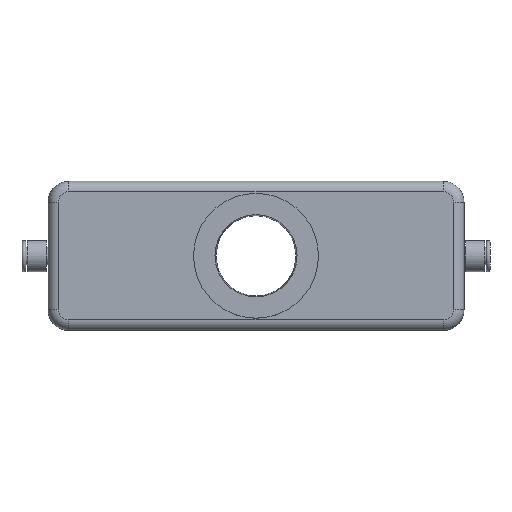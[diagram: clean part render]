
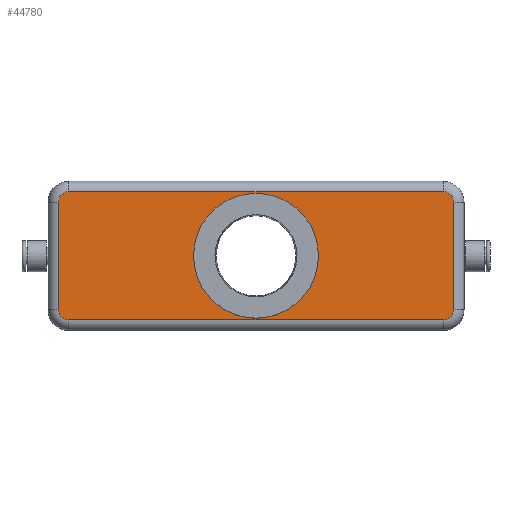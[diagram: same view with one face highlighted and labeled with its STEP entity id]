
A CAD part, top view. The second image highlights one B-rep face of the part: STEP entity #44780.
In plain terms, the highlighted planar face has unit normal (0, 0, 1).
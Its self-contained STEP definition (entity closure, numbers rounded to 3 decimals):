
#37820=CARTESIAN_POINT('',(-54.,18.5,55.));
#37830=DIRECTION('',(1.,0.,0.));
#37840=VECTOR('',#37830,1.);
#37850=LINE('',#37820,#37840);
#37860=CARTESIAN_POINT('',(-54.,18.5,55.));
#37870=VERTEX_POINT('',#37860);
#37880=CARTESIAN_POINT('',(54.,18.5,55.));
#37890=VERTEX_POINT('',#37880);
#37900=EDGE_CURVE('',#37870,#37890,#37850,.T.);
#38270=CARTESIAN_POINT('',(57.,15.5,55.));
#38280=DIRECTION('',(0.,-1.,0.));
#38290=VECTOR('',#38280,1.);
#38300=LINE('',#38270,#38290);
#38310=CARTESIAN_POINT('',(57.,15.5,55.));
#38320=VERTEX_POINT('',#38310);
#38330=CARTESIAN_POINT('',(57.,-15.5,55.));
#38340=VERTEX_POINT('',#38330);
#38350=EDGE_CURVE('',#38320,#38340,#38300,.T.);
#38830=CARTESIAN_POINT('',(-57.,15.5,55.));
#38840=VERTEX_POINT('',#38830);
#38870=CARTESIAN_POINT('',(-57.,-15.5,55.));
#38880=DIRECTION('',(0.,1.,0.));
#38890=VECTOR('',#38880,1.);
#38900=LINE('',#38870,#38890);
#38910=CARTESIAN_POINT('',(-57.,-15.5,55.));
#38920=VERTEX_POINT('',#38910);
#38930=EDGE_CURVE('',#38920,#38840,#38900,.T.);
#39170=CARTESIAN_POINT('',(54.,-18.5,55.));
#39180=DIRECTION('',(-1.,0.,0.));
#39190=VECTOR('',#39180,1.);
#39200=LINE('',#39170,#39190);
#39210=CARTESIAN_POINT('',(54.,-18.5,55.));
#39220=VERTEX_POINT('',#39210);
#39230=CARTESIAN_POINT('',(-54.,-18.5,55.));
#39240=VERTEX_POINT('',#39230);
#39250=EDGE_CURVE('',#39220,#39240,#39200,.T.);
#44200=CARTESIAN_POINT('',(-68.4,-22.2,55.));
#44210=DIRECTION('',(0.,0.,1.));
#44220=DIRECTION('',(1.,0.,0.));
#44230=AXIS2_PLACEMENT_3D('',#44200,#44210,#44220);
#44240=PLANE('',#44230);
#44250=CARTESIAN_POINT('',(54.,-15.5,55.));
#44260=DIRECTION('',(0.,0.,-1.));
#44270=DIRECTION('',(-1.,0.,0.));
#44280=AXIS2_PLACEMENT_3D('',#44250,#44260,#44270);
#44290=CIRCLE('',#44280,3.);
#44300=EDGE_CURVE('',#38340,#39220,#44290,.T.);
#44310=ORIENTED_EDGE('',*,*,#44300,.F.);
#44320=ORIENTED_EDGE('',*,*,#39250,.F.);
#44330=CARTESIAN_POINT('',(-54.,-15.5,55.));
#44340=DIRECTION('',(0.,0.,-1.));
#44350=DIRECTION('',(-1.,0.,0.));
#44360=AXIS2_PLACEMENT_3D('',#44330,#44340,#44350);
#44370=CIRCLE('',#44360,3.);
#44380=EDGE_CURVE('',#39240,#38920,#44370,.T.);
#44390=ORIENTED_EDGE('',*,*,#44380,.F.);
#44400=ORIENTED_EDGE('',*,*,#38930,.F.);
#44410=CARTESIAN_POINT('',(-54.,15.5,55.));
#44420=DIRECTION('',(0.,0.,-1.));
#44430=DIRECTION('',(-1.,0.,0.));
#44440=AXIS2_PLACEMENT_3D('',#44410,#44420,#44430);
#44450=CIRCLE('',#44440,3.);
#44460=EDGE_CURVE('',#38840,#37870,#44450,.T.);
#44470=ORIENTED_EDGE('',*,*,#44460,.F.);
#44480=ORIENTED_EDGE('',*,*,#37900,.F.);
#44490=CARTESIAN_POINT('',(54.,15.5,55.));
#44500=DIRECTION('',(0.,0.,-1.));
#44510=DIRECTION('',(-1.,0.,0.));
#44520=AXIS2_PLACEMENT_3D('',#44490,#44500,#44510);
#44530=CIRCLE('',#44520,3.);
#44540=EDGE_CURVE('',#37890,#38320,#44530,.T.);
#44550=ORIENTED_EDGE('',*,*,#44540,.F.);
#44560=ORIENTED_EDGE('',*,*,#38350,.F.);
#44570=EDGE_LOOP('',(#44560,#44550,#44480,#44470,#44400,#44390,#44320,
#44310));
#44580=FACE_OUTER_BOUND('',#44570,.T.);
#44590=CARTESIAN_POINT('',(0.,0.,55.));
#44600=DIRECTION('',(0.,0.,1.));
#44610=DIRECTION('',(1.,0.,0.));
#44620=AXIS2_PLACEMENT_3D('',#44590,#44600,#44610);
#44630=CIRCLE('',#44620,18.);
#44640=CARTESIAN_POINT('',(0.,18.,55.));
#44650=VERTEX_POINT('',#44640);
#44660=CARTESIAN_POINT('',(-18.,0.,55.));
#44670=VERTEX_POINT('',#44660);
#44680=EDGE_CURVE('',#44650,#44670,#44630,.T.);
#44690=ORIENTED_EDGE('',*,*,#44680,.F.);
#44700=CARTESIAN_POINT('',(18.,0.,55.));
#44710=VERTEX_POINT('',#44700);
#44720=EDGE_CURVE('',#44670,#44710,#44630,.T.);
#44730=ORIENTED_EDGE('',*,*,#44720,.F.);
#44740=EDGE_CURVE('',#44710,#44650,#44630,.T.);
#44750=ORIENTED_EDGE('',*,*,#44740,.F.);
#44760=EDGE_LOOP('',(#44750,#44730,#44690));
#44770=FACE_BOUND('',#44760,.T.);
#44780=ADVANCED_FACE('',(#44580,#44770),#44240,.T.);
